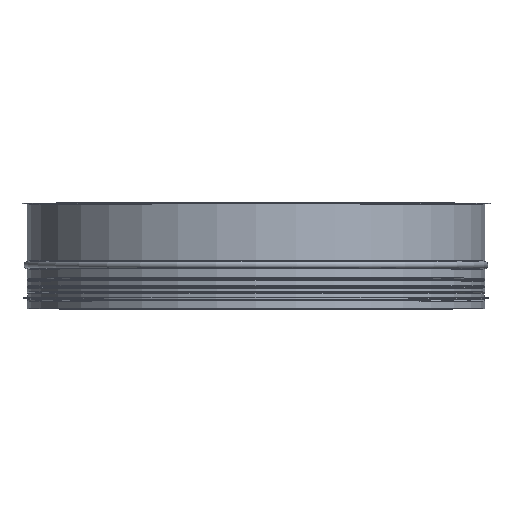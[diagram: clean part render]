
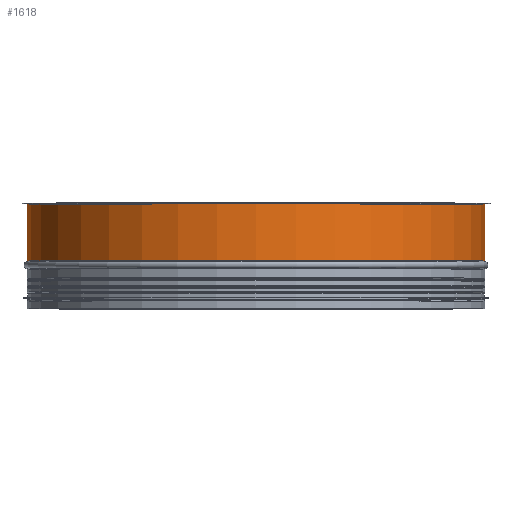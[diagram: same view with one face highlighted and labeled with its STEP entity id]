
A CAD part, top view. The second image highlights one B-rep face of the part: STEP entity #1618.
In plain terms, the highlighted cylindrical face has radius 401 mm (diameter 802 mm), a partial arc.
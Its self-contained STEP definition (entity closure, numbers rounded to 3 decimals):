
#56=CYLINDRICAL_SURFACE('',#1808,401.);
#178=FACE_OUTER_BOUND('',#290,.T.);
#290=EDGE_LOOP('',(#1245,#1246,#1247,#1248));
#424=CIRCLE('',#1807,401.);
#425=CIRCLE('',#1809,401.);
#501=LINE('',#2575,#593);
#510=LINE('',#2602,#602);
#593=VECTOR('',#2019,99.172);
#602=VECTOR('',#2044,99.172);
#687=VERTEX_POINT('',#2568);
#689=VERTEX_POINT('',#2574);
#697=VERTEX_POINT('',#2595);
#699=VERTEX_POINT('',#2601);
#821=EDGE_CURVE('',#689,#687,#501,.T.);
#834=EDGE_CURVE('',#697,#699,#510,.T.);
#925=EDGE_CURVE('',#697,#689,#424,.T.);
#926=EDGE_CURVE('',#699,#687,#425,.T.);
#1245=ORIENTED_EDGE('',*,*,#821,.T.);
#1246=ORIENTED_EDGE('',*,*,#926,.F.);
#1247=ORIENTED_EDGE('',*,*,#834,.F.);
#1248=ORIENTED_EDGE('',*,*,#925,.T.);
#1618=ADVANCED_FACE('',(#178),#56,.T.);
#1807=AXIS2_PLACEMENT_3D('',#2781,#2272,#2273);
#1808=AXIS2_PLACEMENT_3D('',#2782,#2274,#2275);
#1809=AXIS2_PLACEMENT_3D('',#2783,#2276,#2277);
#2019=DIRECTION('',(0.,-1.,0.));
#2044=DIRECTION('',(0.,-1.,0.));
#2272=DIRECTION('center_axis',(0.,-1.,0.));
#2273=DIRECTION('ref_axis',(-1.,0.,0.));
#2274=DIRECTION('center_axis',(0.,-1.,0.));
#2275=DIRECTION('ref_axis',(-1.,0.,0.));
#2276=DIRECTION('center_axis',(0.,-1.,0.));
#2277=DIRECTION('ref_axis',(-1.,0.,0.));
#2568=CARTESIAN_POINT('',(-400.999,83.828,0.7));
#2574=CARTESIAN_POINT('',(-400.999,183.,0.7));
#2575=CARTESIAN_POINT('',(-400.999,183.,0.7));
#2595=CARTESIAN_POINT('',(-401.,183.,0.));
#2601=CARTESIAN_POINT('',(-401.,83.828,0.));
#2602=CARTESIAN_POINT('',(-401.,183.,0.));
#2781=CARTESIAN_POINT('Origin',(0.,183.,0.));
#2782=CARTESIAN_POINT('Origin',(0.,92.94,0.));
#2783=CARTESIAN_POINT('Origin',(0.,83.828,0.));
